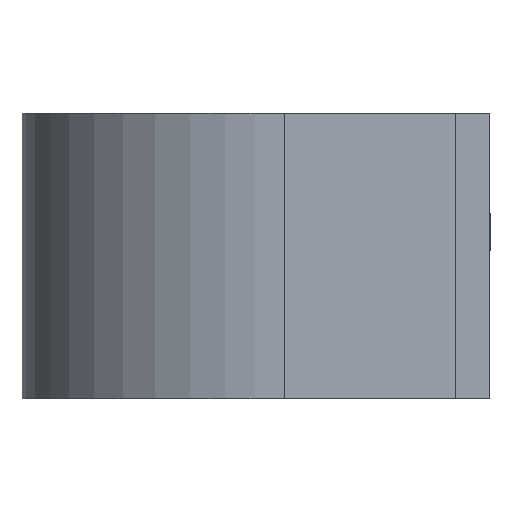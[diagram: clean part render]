
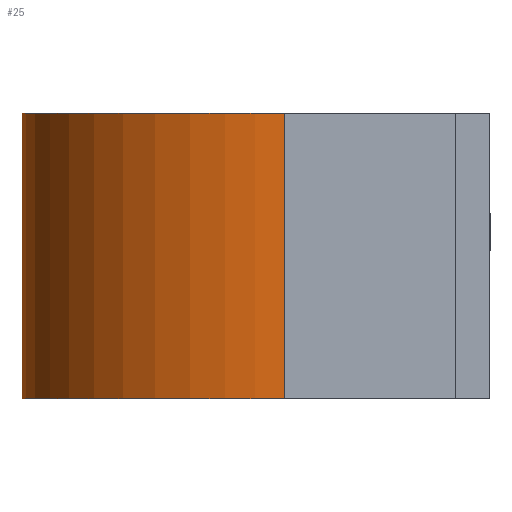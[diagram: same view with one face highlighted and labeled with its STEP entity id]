
A CAD part, left-side view. The second image highlights one B-rep face of the part: STEP entity #25.
In plain terms, the highlighted free-form (B-spline) face has degree [2, 1] with [9, 2] control points.
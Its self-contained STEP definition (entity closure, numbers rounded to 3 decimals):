
#25=ADVANCED_FACE('',(#43),#297,.T.);
#43=FACE_OUTER_BOUND('',#63,.T.);
#63=EDGE_LOOP('',(#129,#130,#131,#132));
#129=ORIENTED_EDGE('',*,*,#193,.F.);
#130=ORIENTED_EDGE('',*,*,#196,.T.);
#131=ORIENTED_EDGE('',*,*,#175,.T.);
#132=ORIENTED_EDGE('',*,*,#197,.F.);
#175=EDGE_CURVE('',#280,#281,#235,.T.);
#193=EDGE_CURVE('',#294,#265,#250,.T.);
#196=EDGE_CURVE('',#294,#280,#220,.T.);
#197=EDGE_CURVE('',#265,#281,#221,.T.);
#220=(
BOUNDED_CURVE()
B_SPLINE_CURVE(2,(#583,#584,#585,#586,#587),.UNSPECIFIED.,.F.,.F.)
B_SPLINE_CURVE_WITH_KNOTS((3,2,3),(0.,35.325,70.651),
 .UNSPECIFIED.)
CURVE()
GEOMETRIC_REPRESENTATION_ITEM()
RATIONAL_B_SPLINE_CURVE((1.,0.719,1.,0.719,1.))
REPRESENTATION_ITEM('')
);
#221=(
BOUNDED_CURVE()
B_SPLINE_CURVE(2,(#588,#589,#590,#591,#592),.UNSPECIFIED.,.F.,.F.)
B_SPLINE_CURVE_WITH_KNOTS((3,2,3),(0.,35.325,70.651),
 .UNSPECIFIED.)
CURVE()
GEOMETRIC_REPRESENTATION_ITEM()
RATIONAL_B_SPLINE_CURVE((1.,0.719,1.,0.719,1.))
REPRESENTATION_ITEM('')
);
#235=B_SPLINE_CURVE_WITH_KNOTS('',1,(#536,#537),.UNSPECIFIED.,.F.,.F.,(2,
2),(0.,25.),.UNSPECIFIED.);
#250=B_SPLINE_CURVE_WITH_KNOTS('',1,(#577,#578),.UNSPECIFIED.,.F.,.F.,(2,
2),(0.,25.),.UNSPECIFIED.);
#265=VERTEX_POINT('',#490);
#280=VERTEX_POINT('',#505);
#281=VERTEX_POINT('',#506);
#294=VERTEX_POINT('',#519);
#297=(
BOUNDED_SURFACE()
B_SPLINE_SURFACE(2,1,((#378,#379),(#380,#381),(#382,#383),(#384,#385),(#386,
#387),(#388,#389),(#390,#391),(#392,#393),(#394,#395)),.UNSPECIFIED.,.T.,
 .F.,.F.)
B_SPLINE_SURFACE_WITH_KNOTS((3,2,2,2,3),(2,2),(0.,36.128,72.257,
108.385,144.513),(0.,30.002),.UNSPECIFIED.)
GEOMETRIC_REPRESENTATION_ITEM()
RATIONAL_B_SPLINE_SURFACE(((1.,1.),(0.707,0.707),
(1.,1.),(0.707,0.707),(1.,1.),(0.707,
0.707),(1.,1.),(0.707,0.707),(1.,1.)))
REPRESENTATION_ITEM('')
SURFACE()
);
#378=CARTESIAN_POINT('',(23.,0.,-27.501));
#379=CARTESIAN_POINT('',(23.,0.,2.501));
#380=CARTESIAN_POINT('',(23.,23.,-27.501));
#381=CARTESIAN_POINT('',(23.,23.,2.501));
#382=CARTESIAN_POINT('',(0.,23.,-27.501));
#383=CARTESIAN_POINT('',(0.,23.,2.501));
#384=CARTESIAN_POINT('',(-23.,23.,-27.501));
#385=CARTESIAN_POINT('',(-23.,23.,2.501));
#386=CARTESIAN_POINT('',(-23.,0.,-27.501));
#387=CARTESIAN_POINT('',(-23.,0.,2.501));
#388=CARTESIAN_POINT('',(-23.,-23.,-27.501));
#389=CARTESIAN_POINT('',(-23.,-23.,2.501));
#390=CARTESIAN_POINT('',(0.,-23.,-27.501));
#391=CARTESIAN_POINT('',(0.,-23.,2.501));
#392=CARTESIAN_POINT('',(23.,-23.,-27.501));
#393=CARTESIAN_POINT('',(23.,-23.,2.501));
#394=CARTESIAN_POINT('',(23.,0.,-27.501));
#395=CARTESIAN_POINT('',(23.,0.,2.501));
#490=CARTESIAN_POINT('',(22.944,1.604,0.));
#505=CARTESIAN_POINT('',(-23.,0.,-25.));
#506=CARTESIAN_POINT('',(-23.,0.,0.));
#519=CARTESIAN_POINT('',(22.944,1.604,-25.));
#536=CARTESIAN_POINT('',(-23.,0.,-25.));
#537=CARTESIAN_POINT('',(-23.,0.,0.));
#577=CARTESIAN_POINT('',(22.944,1.604,-25.));
#578=CARTESIAN_POINT('',(22.944,1.604,0.));
#583=CARTESIAN_POINT('',(22.944,1.604,-25.));
#584=CARTESIAN_POINT('',(21.395,23.761,-25.));
#585=CARTESIAN_POINT('',(-0.803,22.986,-25.));
#586=CARTESIAN_POINT('',(-23.,22.211,-25.));
#587=CARTESIAN_POINT('',(-23.,0.,-25.));
#588=CARTESIAN_POINT('',(22.944,1.604,0.));
#589=CARTESIAN_POINT('',(21.395,23.761,0.));
#590=CARTESIAN_POINT('',(-0.803,22.986,0.));
#591=CARTESIAN_POINT('',(-23.,22.211,0.));
#592=CARTESIAN_POINT('',(-23.,0.,0.));
